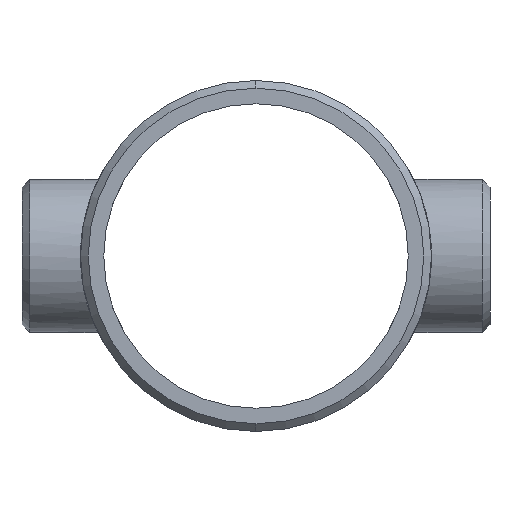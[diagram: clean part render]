
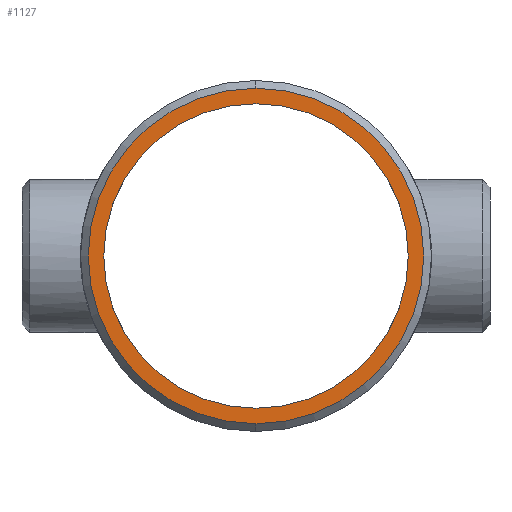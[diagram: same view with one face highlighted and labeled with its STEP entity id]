
A CAD part, left-side view. The second image highlights one B-rep face of the part: STEP entity #1127.
In plain terms, the highlighted planar face has unit normal (-1, 0, 0).
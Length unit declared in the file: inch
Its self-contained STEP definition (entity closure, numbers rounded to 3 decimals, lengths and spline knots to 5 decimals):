
#106 = AXIS2_PLACEMENT_3D ( 'NONE', #656, #354, #854 ) ;
#110 = FACE_BOUND ( 'NONE', #146, .T. ) ;
#130 = CARTESIAN_POINT ( 'NONE',  ( -10., 0., 5.531 ) ) ;
#146 = EDGE_LOOP ( 'NONE', ( #156, #1038 ) ) ;
#156 = ORIENTED_EDGE ( 'NONE', *, *, #339, .T. ) ;
#201 = PLANE ( 'NONE',  #774 ) ;
#213 = AXIS2_PLACEMENT_3D ( 'NONE', #793, #705, #1007 ) ;
#227 = CIRCLE ( 'NONE', #106, 6.09367 ) ;
#259 = EDGE_CURVE ( 'NONE', #1241, #348, #321, .T. ) ;
#272 = DIRECTION ( 'NONE',  ( 0., 0., 1. ) ) ;
#321 = CIRCLE ( 'NONE', #213, 6.09367 ) ;
#327 = CARTESIAN_POINT ( 'NONE',  ( -10., 0., 6.09367 ) ) ;
#339 = EDGE_CURVE ( 'NONE', #639, #851, #1253, .T. ) ;
#345 = CARTESIAN_POINT ( 'NONE',  ( -10., 0., 0. ) ) ;
#348 = VERTEX_POINT ( 'NONE', #1239 ) ;
#354 = DIRECTION ( 'NONE',  ( -1., 0., 0. ) ) ;
#411 = EDGE_CURVE ( 'NONE', #851, #639, #1124, .T. ) ;
#454 = DIRECTION ( 'NONE',  ( 0., 0., 1. ) ) ;
#504 = AXIS2_PLACEMENT_3D ( 'NONE', #1259, #1159, #272 ) ;
#510 = ORIENTED_EDGE ( 'NONE', *, *, #1252, .T. ) ;
#588 = CARTESIAN_POINT ( 'NONE',  ( -10., 0., -5.531 ) ) ;
#593 = DIRECTION ( 'NONE',  ( 0., 0., -1. ) ) ;
#639 = VERTEX_POINT ( 'NONE', #130 ) ;
#656 = CARTESIAN_POINT ( 'NONE',  ( -10., 0., 0. ) ) ;
#694 = DIRECTION ( 'NONE',  ( -1., 0., 0. ) ) ;
#705 = DIRECTION ( 'NONE',  ( -1., 0., 0. ) ) ;
#772 = AXIS2_PLACEMENT_3D ( 'NONE', #345, #951, #454 ) ;
#774 = AXIS2_PLACEMENT_3D ( 'NONE', #1280, #694, #593 ) ;
#793 = CARTESIAN_POINT ( 'NONE',  ( -10., 0., 0. ) ) ;
#851 = VERTEX_POINT ( 'NONE', #588 ) ;
#854 = DIRECTION ( 'NONE',  ( 0., 0., 1. ) ) ;
#951 = DIRECTION ( 'NONE',  ( 1., 0., 0. ) ) ;
#993 = FACE_OUTER_BOUND ( 'NONE', #1279, .T. ) ;
#1007 = DIRECTION ( 'NONE',  ( 0., 0., 1. ) ) ;
#1038 = ORIENTED_EDGE ( 'NONE', *, *, #411, .T. ) ;
#1124 = CIRCLE ( 'NONE', #504, 5.531 ) ;
#1127 = ADVANCED_FACE ( 'NONE', ( #993, #110 ), #201, .T. ) ;
#1134 = ORIENTED_EDGE ( 'NONE', *, *, #259, .T. ) ;
#1159 = DIRECTION ( 'NONE',  ( 1., 0., 0. ) ) ;
#1239 = CARTESIAN_POINT ( 'NONE',  ( -10., 0., -6.09367 ) ) ;
#1241 = VERTEX_POINT ( 'NONE', #327 ) ;
#1252 = EDGE_CURVE ( 'NONE', #348, #1241, #227, .T. ) ;
#1253 = CIRCLE ( 'NONE', #772, 5.531 ) ;
#1259 = CARTESIAN_POINT ( 'NONE',  ( -10., 0., 0. ) ) ;
#1279 = EDGE_LOOP ( 'NONE', ( #510, #1134 ) ) ;
#1280 = CARTESIAN_POINT ( 'NONE',  ( -10., 0., 0. ) ) ;
